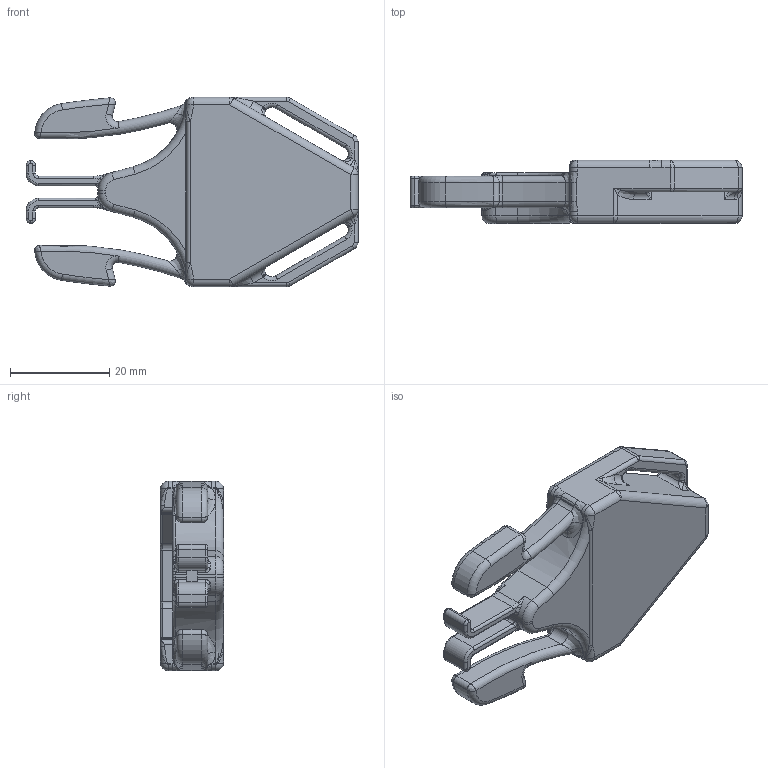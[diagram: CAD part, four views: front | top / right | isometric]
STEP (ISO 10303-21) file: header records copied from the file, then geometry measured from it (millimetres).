
FILE_DESCRIPTION(/* description */ (''),/* implementation_level */ '2;1');
FILE_NAME(/* name */ 'recall_clip_male.step',/* time_stamp */ '2016-09-15T18:00:42-05:00',/* author */ (''),/* organization */ (''),/* preprocessor_version */ 'ST-DEVELOPER v16.5',/* originating_system */ 'Autodesk Translation Framework v5.1.0.2740',/* authorisation */ '');
FILE_SCHEMA (('AUTOMOTIVE_DESIGN { 1 0 10303 214 3 1 1 }'));
Length unit declared in the file: centimetre
Products named in the file (2): Recall Clip & BLE v8; Male Insert
Assembly tree (1 placements, depth 2):
  Recall Clip & BLE v8
    Male Insert
Bounding box: 66.8 x 12.7 x 38.1 mm (x, y, z)
Volume: 9395.1 mm3; surface area: 8024.9 mm2
Topology: 1 solids, 1 shells, 409 faces, 1006 edges, 570 vertices
Faces by surface type: cylinder 160, bspline 92, plane 79, torus 66, sphere 12
Entity records: 16232 total; most frequent: CARTESIAN_POINT 6877, ORIENTED_EDGE 1964, DIRECTION 1944, EDGE_CURVE 982, AXIS2_PLACEMENT_3D 788, VERTEX_POINT 570, CIRCLE 450, EDGE_LOOP 410
